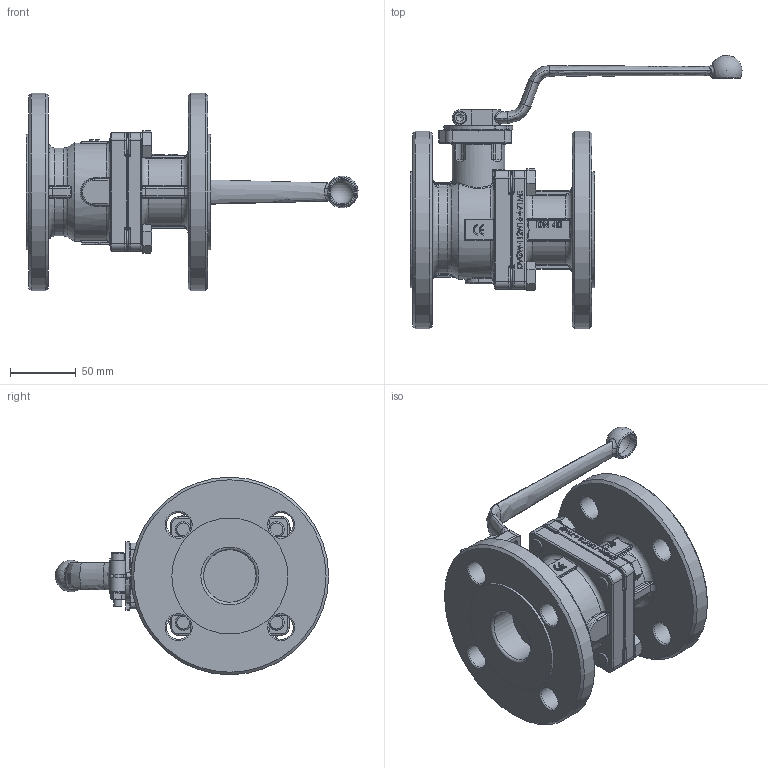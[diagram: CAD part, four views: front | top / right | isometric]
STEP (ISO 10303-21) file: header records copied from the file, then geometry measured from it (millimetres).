
FILE_DESCRIPTION (( 'STEP AP214' ), '1' );
FILE_NAME ('DVGW-FK-112W16-4-71ME 2211.STEP', '2022-11-30T12:30:22', ( '' ), ( '' ), 'SwSTEP 2.0', 'SolidWorks 2019', '' );
FILE_SCHEMA (( 'AUTOMOTIVE_DESIGN' ));
Length unit declared in the file: millimetre
Products named in the file (1): DVGW-FK-112W16-4-71ME 2211
Bounding box: 251.91 x 207.44 x 150 mm (x, y, z)
Volume: 996501.1 mm3; surface area: 164879.7 mm2
Topology: 1 solids, 1 shells, 1343 faces, 3445 edges, 2147 vertices
Faces by surface type: plane 596, bspline 298, cylinder 258, torus 122, cone 61, sphere 8
Full cylindrical faces by diameter (mm): 4 x2, 5 x1, 6 x2, 6.5 x2, 7 x4, 10 x1, 11.053 x4, 12 x4, 13 x4, 17.2 x4, 18 x1, 18.5 x8, 20.36 x1, 36 x1, 40 x3, 88 x2, 150 x2
Entity records: 53284 total; most frequent: CARTESIAN_POINT 21908, ORIENTED_EDGE 6576, DIRECTION 4991, EDGE_CURVE 3288, VERTEX_POINT 2114, AXIS2_PLACEMENT_3D 1673, VECTOR 1645, LINE 1645
